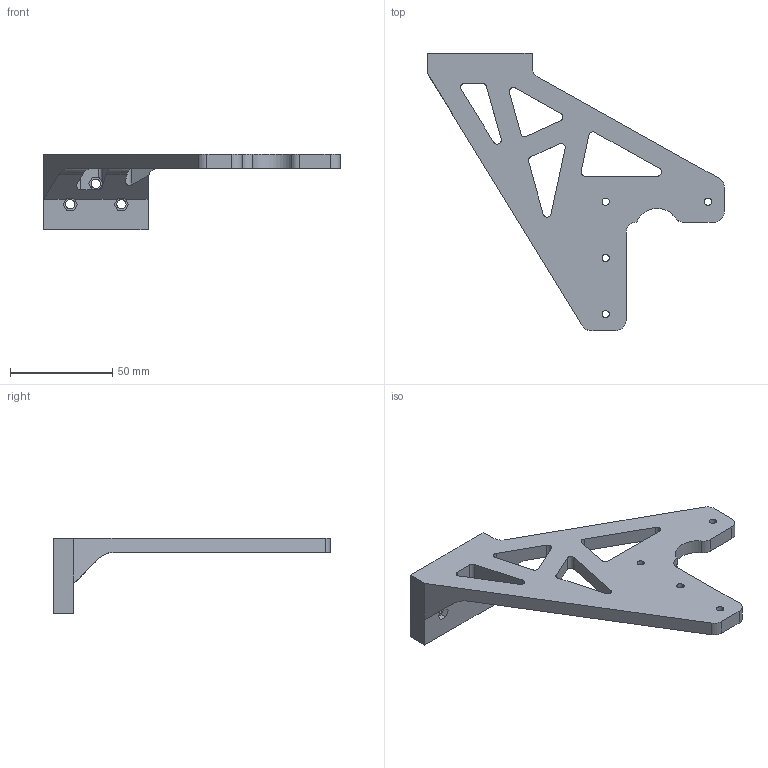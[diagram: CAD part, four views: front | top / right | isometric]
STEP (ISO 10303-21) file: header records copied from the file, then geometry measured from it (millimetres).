
FILE_DESCRIPTION (( 'STEP AP214' ), '1' );
FILE_NAME ('X Axis Drag Chain Mount Y Side panel.STEP', '2020-02-12T08:04:21', ( '' ), ( '' ), 'SwSTEP 2.0', 'SolidWorks 2019', '' );
FILE_SCHEMA (( 'AUTOMOTIVE_DESIGN' ));
Length unit declared in the file: millimetre
Products named in the file (1): X Axis Drag Chain Mount Y Side panel
Bounding box: 145 x 135.5 x 37 mm (x, y, z)
Volume: 70023.1 mm3; surface area: 24656.1 mm2
Topology: 1 solids, 1 shells, 90 faces, 269 edges, 179 vertices
Faces by surface type: plane 48, cylinder 42
Entity records: 3114 total; most frequent: CARTESIAN_POINT 584, ORIENTED_EDGE 538, DIRECTION 507, EDGE_CURVE 269, LINE 183, VECTOR 183, VERTEX_POINT 179, AXIS2_PLACEMENT_3D 162
